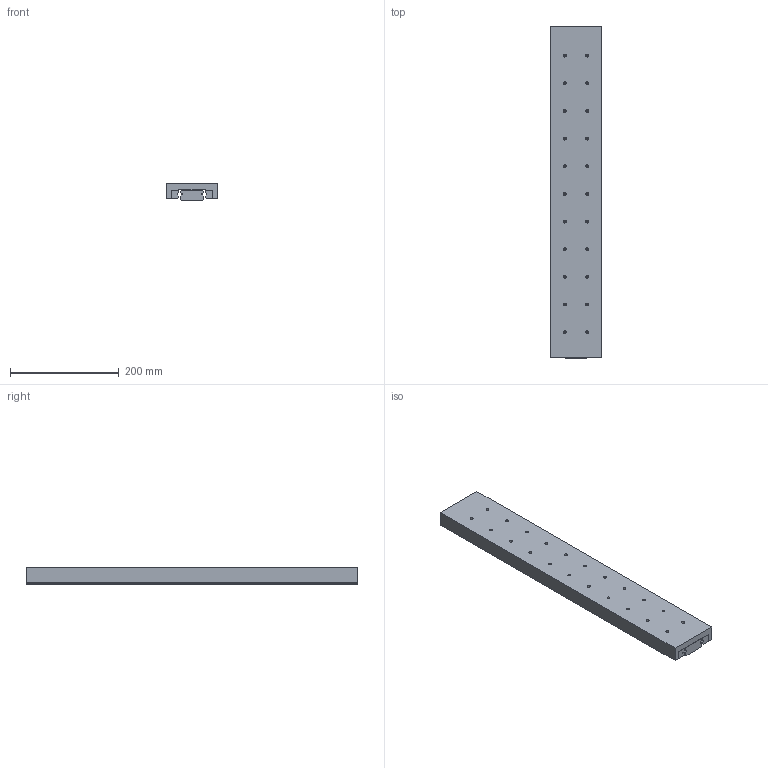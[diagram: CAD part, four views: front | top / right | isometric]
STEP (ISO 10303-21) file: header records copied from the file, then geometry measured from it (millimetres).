
FILE_DESCRIPTION((''),'2;1');
FILE_NAME('LP37-24-24.stp','2003-11-11T14:08:25',('raulmb'),(''),'Autodesk Inventor (tm) 5.3','Autodesk Inventor (tm) 5.3','');
FILE_SCHEMA(('CONFIG_CONTROL_DESIGN'));
Length unit declared in the file: inch
Products named in the file (5): LP37-24-24; LP37-24-24 SLIDE; LP37-24-24 TOP-PLATE; LP37-24-24 RAIL-1; LP37-24-24 RAIL-2
Assembly tree (4 placements, depth 2):
  LP37-24-24
    LP37-24-24 SLIDE
    LP37-24-24 TOP-PLATE
    LP37-24-24 RAIL-1
    LP37-24-24 RAIL-2
Bounding box: 95.25 x 609.6 x 31.75 mm (x, y, z)
Volume: 1568615.5 mm3; surface area: 328973.4 mm2
Topology: 4 solids, 4 shells, 152 faces, 414 edges, 276 vertices
Faces by surface type: bspline 84, plane 68
Entity records: 6641 total; most frequent: CARTESIAN_POINT 2195, ORIENTED_EDGE 828, DIRECTION 724, EDGE_CURVE 414, VERTEX_POINT 276, VECTOR 258, LINE 258, AXIS2_PLACEMENT_3D 233
